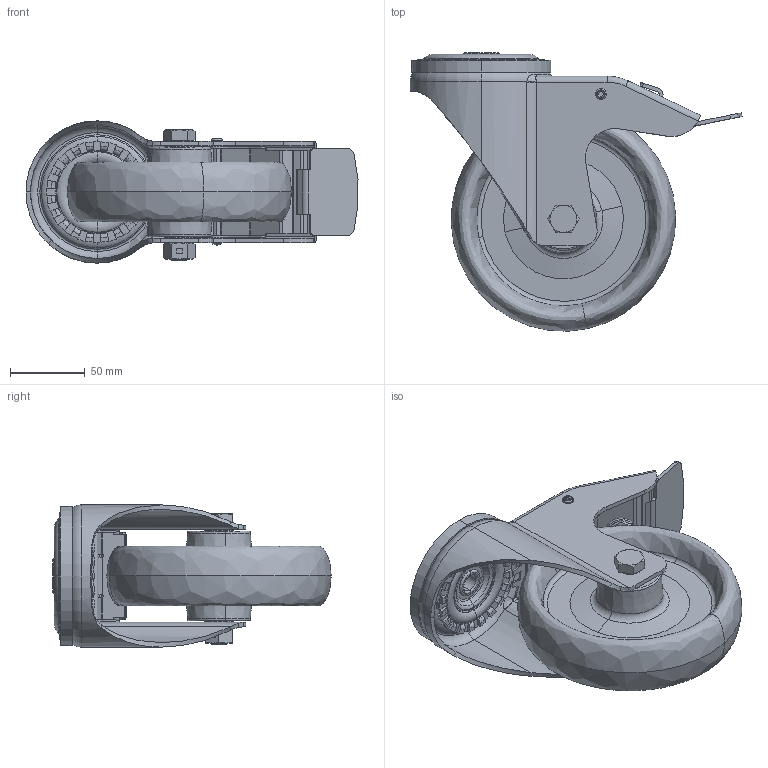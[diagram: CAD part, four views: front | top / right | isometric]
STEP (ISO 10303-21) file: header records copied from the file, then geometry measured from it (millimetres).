
FILE_DESCRIPTION (( 'STEP AP214' ), '1' );
FILE_NAME ('0056046.step', '2023-06-20T09:17:47', ( '' ), ( '' ), 'SwSTEP 2.0', 'SolidWorks 2020', '' );
FILE_SCHEMA (( 'AUTOMOTIVE_DESIGN' ));
Length unit declared in the file: millimetre
Products named in the file (1): 0056046
Bounding box: 221.77 x 185.94 x 95 mm (x, y, z)
Volume: 570297.5 mm3; surface area: 205565.5 mm2
Topology: 16 solids, 17 shells, 1260 faces, 3180 edges, 1969 vertices
Faces by surface type: plane 519, cylinder 295, torus 201, cone 111, bspline 96, sphere 38
Entity records: 59018 total; most frequent: CARTESIAN_POINT 15424, ORIENTED_EDGE 6264, DIRECTION 6147, EDGE_CURVE 3132, AXIS2_PLACEMENT_3D 2412, VERTEX_POINT 1945, EDGE_LOOP 1331, VECTOR 1323
